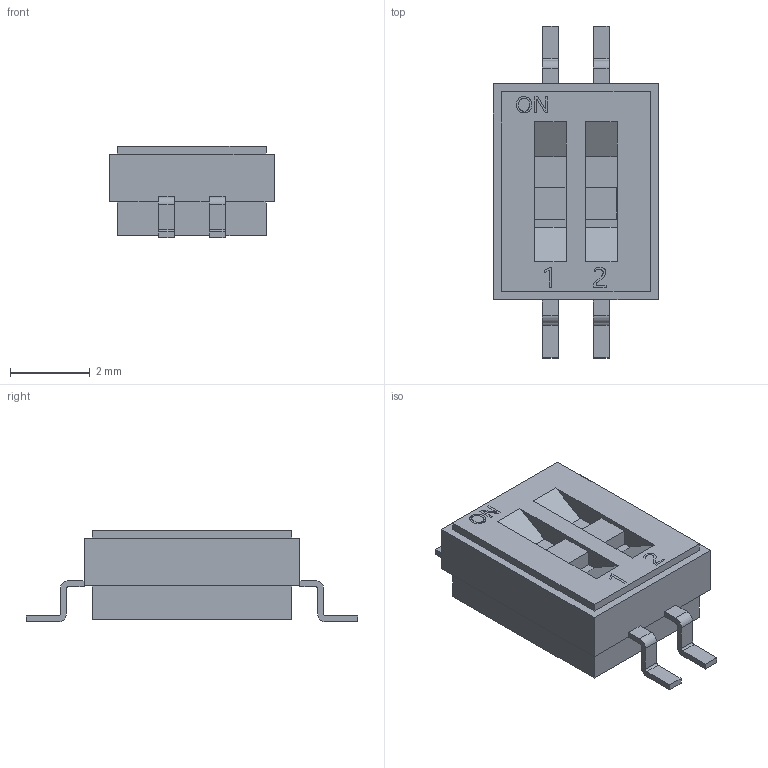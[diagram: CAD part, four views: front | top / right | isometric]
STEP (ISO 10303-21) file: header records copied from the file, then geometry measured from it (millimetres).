
FILE_DESCRIPTION (( 'STEP AP214' ), '1' );
FILE_NAME ('SW-SMD_2P-L5.4-W4.1-P1.27-LS8.4.STEP', '2024-02-04T13:56:26', ( '' ), ( '' ), 'SwSTEP 2.0', 'SolidWorks 2020', '' );
FILE_SCHEMA (( 'AUTOMOTIVE_DESIGN' ));
Length unit declared in the file: millimetre
Products named in the file (1): SW-SMD_2P-L5.4-W4.1-P1.27-LS8.4
Bounding box: 4.13 x 8.3 x 2.3 mm (x, y, z)
Volume: 45.2 mm3; surface area: 103.9 mm2
Topology: 1 solids, 1 shells, 365 faces, 999 edges, 666 vertices
Faces by surface type: plane 229, bspline 120, cylinder 16
Entity records: 17178 total; most frequent: CARTESIAN_POINT 4663, ORIENTED_EDGE 1998, DIRECTION 1279, EDGE_CURVE 999, LINE 723, VECTOR 723, VERTEX_POINT 666, EDGE_LOOP 395
